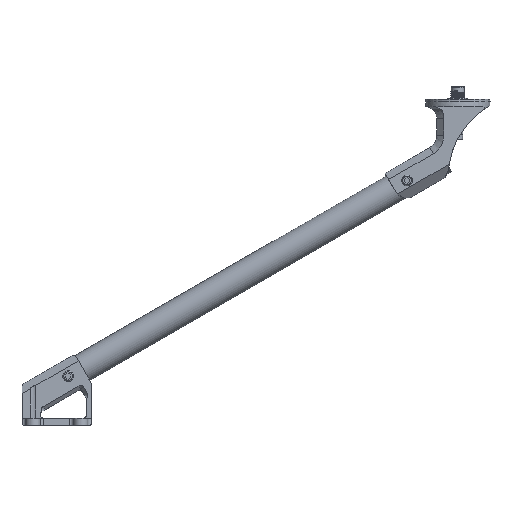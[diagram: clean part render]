
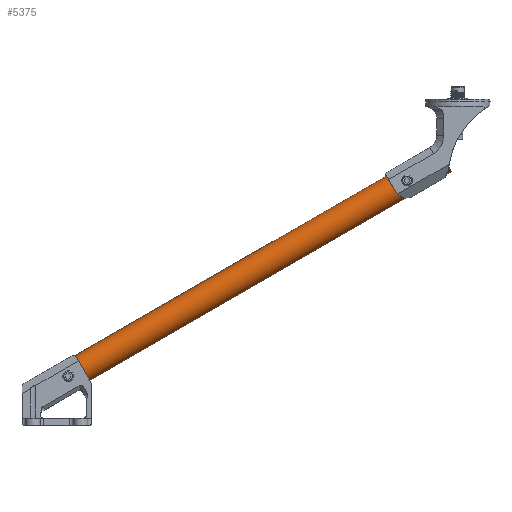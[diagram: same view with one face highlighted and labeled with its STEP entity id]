
A CAD part, top view. The second image highlights one B-rep face of the part: STEP entity #5375.
In plain terms, the highlighted cylindrical face has radius 6 mm (diameter 12 mm), a partial arc.
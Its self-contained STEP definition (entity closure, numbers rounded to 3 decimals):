
#4840=CARTESIAN_POINT('',(0.,0.,0.));
#4841=DIRECTION('',(0.,0.,1.));
#4842=DIRECTION('',(1.,0.,0.));
#4843=AXIS2_PLACEMENT_3D('',#4840,#4841,#4842);
#5014=CARTESIAN_POINT('',(0.,0.,200.));
#5015=DIRECTION('',(0.,0.,1.));
#5016=DIRECTION('',(1.,0.,0.));
#5017=AXIS2_PLACEMENT_3D('',#5014,#5015,#5016);
#5030=DIRECTION('',(0.,0.,1.));
#5031=VECTOR('',#5030,200.);
#5032=CARTESIAN_POINT('',(6.,0.,0.));
#5033=LINE('',#5032,#5031);
#5037=CARTESIAN_POINT('',(-1.25,5.868,18.));
#5038=CARTESIAN_POINT('',(-1.25,5.868,17.849));
#5039=CARTESIAN_POINT('',(-1.2,5.879,17.567));
#5040=CARTESIAN_POINT('',(-0.974,5.923,
17.176));
#5041=CARTESIAN_POINT('',(-0.637,5.97,
16.895));
#5042=CARTESIAN_POINT('',(-0.214,6.002,
16.742));
#5043=CARTESIAN_POINT('',(0.229,6.001,16.746));
#5044=CARTESIAN_POINT('',(0.64,5.97,16.897));
#5045=CARTESIAN_POINT('',(0.98,5.922,17.183));
#5046=CARTESIAN_POINT('',(1.201,5.879,17.572));
#5047=CARTESIAN_POINT('',(1.25,5.868,17.851));
#5048=CARTESIAN_POINT('',(1.25,5.868,18.));
#5053=CARTESIAN_POINT('',(1.25,5.868,18.));
#5054=CARTESIAN_POINT('',(1.25,5.868,18.151));
#5055=CARTESIAN_POINT('',(1.2,5.879,18.433));
#5056=CARTESIAN_POINT('',(0.974,5.923,18.825));
#5057=CARTESIAN_POINT('',(0.637,5.97,19.105));
#5058=CARTESIAN_POINT('',(0.216,6.002,19.258));
#5059=CARTESIAN_POINT('',(-0.228,6.001,
19.255));
#5060=CARTESIAN_POINT('',(-0.64,5.97,
19.103));
#5061=CARTESIAN_POINT('',(-0.98,5.922,
18.817));
#5062=CARTESIAN_POINT('',(-1.2,5.879,18.428));
#5063=CARTESIAN_POINT('',(-1.25,5.868,18.149));
#5064=CARTESIAN_POINT('',(-1.25,5.868,18.));
#5069=CARTESIAN_POINT('',(-1.25,5.868,182.));
#5070=CARTESIAN_POINT('',(-1.25,5.868,181.849));
#5071=CARTESIAN_POINT('',(-1.2,5.879,181.567));
#5072=CARTESIAN_POINT('',(-0.974,5.923,
181.176));
#5073=CARTESIAN_POINT('',(-0.637,5.97,
180.895));
#5074=CARTESIAN_POINT('',(-0.214,6.002,
180.742));
#5075=CARTESIAN_POINT('',(0.229,6.001,180.746));
#5076=CARTESIAN_POINT('',(0.64,5.97,180.897));
#5077=CARTESIAN_POINT('',(0.98,5.922,181.183));
#5078=CARTESIAN_POINT('',(1.201,5.879,181.572));
#5079=CARTESIAN_POINT('',(1.25,5.868,181.851));
#5080=CARTESIAN_POINT('',(1.25,5.868,182.));
#5085=CARTESIAN_POINT('',(1.25,5.868,182.));
#5086=CARTESIAN_POINT('',(1.25,5.868,182.151));
#5087=CARTESIAN_POINT('',(1.2,5.879,182.433));
#5088=CARTESIAN_POINT('',(0.974,5.923,182.825));
#5089=CARTESIAN_POINT('',(0.637,5.97,183.105));
#5090=CARTESIAN_POINT('',(0.216,6.002,183.258));
#5091=CARTESIAN_POINT('',(-0.228,6.001,
183.255));
#5092=CARTESIAN_POINT('',(-0.64,5.97,
183.103));
#5093=CARTESIAN_POINT('',(-0.98,5.922,
182.817));
#5094=CARTESIAN_POINT('',(-1.2,5.879,182.428));
#5095=CARTESIAN_POINT('',(-1.25,5.868,182.149));
#5096=CARTESIAN_POINT('',(-1.25,5.868,182.));
#5101=DIRECTION('',(0.,0.,1.));
#5102=VECTOR('',#5101,200.);
#5103=CARTESIAN_POINT('',(-6.,0.,0.));
#5104=LINE('',#5103,#5102);
#5232=CARTESIAN_POINT('',(6.,0.,0.));
#5233=CARTESIAN_POINT('',(-6.,0.,0.));
#5234=VERTEX_POINT('',#5232);
#5235=VERTEX_POINT('',#5233);
#5240=CARTESIAN_POINT('',(6.,0.,200.));
#5241=CARTESIAN_POINT('',(-6.,0.,200.));
#5242=VERTEX_POINT('',#5240);
#5243=VERTEX_POINT('',#5241);
#5248=CARTESIAN_POINT('',(1.25,5.868,18.));
#5250=VERTEX_POINT('',#5248);
#5252=CARTESIAN_POINT('',(-1.25,5.868,18.));
#5254=VERTEX_POINT('',#5252);
#5260=VERTEX_POINT('',#5069);
#5261=VERTEX_POINT('',#5080);
#5350=CARTESIAN_POINT('',(0.,0.,0.));
#5351=DIRECTION('',(0.,0.,1.));
#5352=DIRECTION('',(1.,0.,0.));
#5353=AXIS2_PLACEMENT_3D('',#5350,#5351,#5352);
#5354=CYLINDRICAL_SURFACE('',#5353,6.);
#5355=ORIENTED_EDGE('',*,*,#5269,.F.);
#5357=ORIENTED_EDGE('',*,*,#5356,.T.);
#5358=ORIENTED_EDGE('',*,*,#5339,.T.);
#5360=ORIENTED_EDGE('',*,*,#5359,.F.);
#5361=EDGE_LOOP('',(#5355,#5357,#5358,#5360));
#5362=FACE_OUTER_BOUND('',#5361,.F.);
#5364=ORIENTED_EDGE('',*,*,#5363,.F.);
#5366=ORIENTED_EDGE('',*,*,#5365,.F.);
#5367=EDGE_LOOP('',(#5364,#5366));
#5368=FACE_BOUND('',#5367,.F.);
#5370=ORIENTED_EDGE('',*,*,#5369,.F.);
#5372=ORIENTED_EDGE('',*,*,#5371,.F.);
#5373=EDGE_LOOP('',(#5370,#5372));
#5374=FACE_BOUND('',#5373,.F.);
#4844=CIRCLE('',#4843,6.);
#5018=CIRCLE('',#5017,6.);
#5049=B_SPLINE_CURVE_WITH_KNOTS('',3,(#5037,#5038,#5039,#5040,#5041,#5042,#5043,
#5044,#5045,#5046,#5047,#5048),.UNSPECIFIED.,.F.,.F.,(4,1,1,1,1,1,1,1,1,4),
(0.,0.111,0.222,0.333,0.444,
0.556,0.667,0.778,0.889,1.),
.UNSPECIFIED.);
#5065=B_SPLINE_CURVE_WITH_KNOTS('',3,(#5053,#5054,#5055,#5056,#5057,#5058,#5059,
#5060,#5061,#5062,#5063,#5064),.UNSPECIFIED.,.F.,.F.,(4,1,1,1,1,1,1,1,1,4),
(0.,0.111,0.222,0.333,0.444,
0.556,0.667,0.778,0.889,1.),
.UNSPECIFIED.);
#5081=B_SPLINE_CURVE_WITH_KNOTS('',3,(#5069,#5070,#5071,#5072,#5073,#5074,#5075,
#5076,#5077,#5078,#5079,#5080),.UNSPECIFIED.,.F.,.F.,(4,1,1,1,1,1,1,1,1,4),
(0.,0.111,0.222,0.333,0.444,
0.556,0.667,0.778,0.889,1.),
.UNSPECIFIED.);
#5097=B_SPLINE_CURVE_WITH_KNOTS('',3,(#5085,#5086,#5087,#5088,#5089,#5090,#5091,
#5092,#5093,#5094,#5095,#5096),.UNSPECIFIED.,.F.,.F.,(4,1,1,1,1,1,1,1,1,4),
(0.,0.111,0.222,0.333,0.444,
0.556,0.667,0.778,0.889,1.),
.UNSPECIFIED.);
#5269=EDGE_CURVE('',#5234,#5235,#4844,.T.);
#5339=EDGE_CURVE('',#5242,#5243,#5018,.T.);
#5356=EDGE_CURVE('',#5234,#5242,#5033,.T.);
#5359=EDGE_CURVE('',#5235,#5243,#5104,.T.);
#5363=EDGE_CURVE('',#5254,#5250,#5049,.T.);
#5365=EDGE_CURVE('',#5250,#5254,#5065,.T.);
#5369=EDGE_CURVE('',#5260,#5261,#5081,.T.);
#5371=EDGE_CURVE('',#5261,#5260,#5097,.T.);
#5375=ADVANCED_FACE('',(#5362,#5368,#5374),#5354,.T.);
